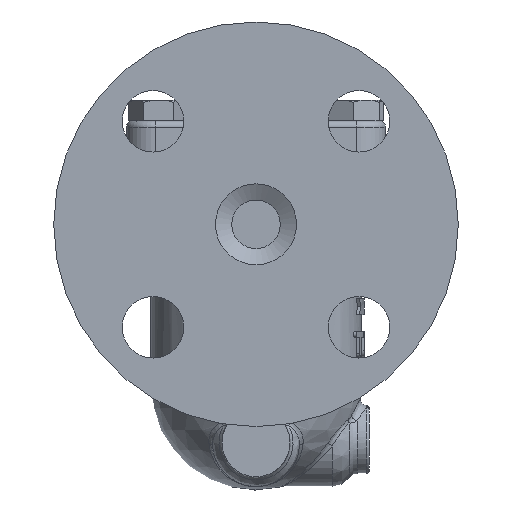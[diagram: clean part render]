
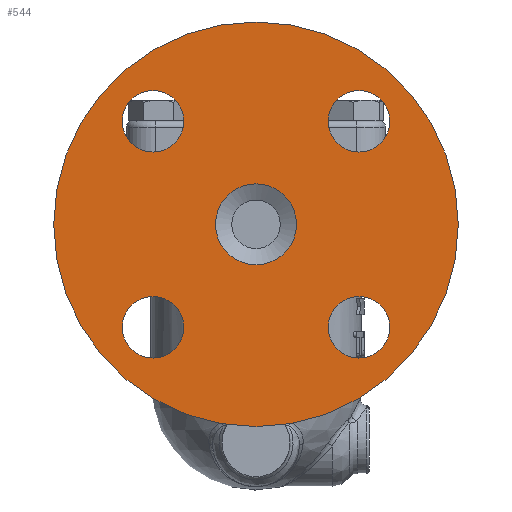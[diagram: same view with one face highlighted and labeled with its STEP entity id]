
A CAD part, left-side view. The second image highlights one B-rep face of the part: STEP entity #544.
In plain terms, the highlighted free-form (B-spline) face has degree [1, 1] with [2, 2] control points.
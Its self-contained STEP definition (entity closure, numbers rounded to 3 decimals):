
#295=CARTESIAN_POINT('',(-115.5,0.0,112.0));
#296=VERTEX_POINT('',#295);
#297=CARTESIAN_POINT('',(-115.5,0.0,49.5));
#298=DIRECTION('',(-1.0,0.0,0.0));
#299=DIRECTION('',(0.0,0.0,1.0));
#300=AXIS2_PLACEMENT_3D('',#297,#298,#299);
#301=CIRCLE('',#300,62.5);
#302=EDGE_CURVE('',#296,#296,#301,.T.);
#318=CARTESIAN_POINT('',(-115.5,-22.32,17.68));
#319=VERTEX_POINT('',#318);
#320=CARTESIAN_POINT('',(-115.5,-31.82,17.68));
#321=DIRECTION('',(1.0,0.0,0.0));
#322=DIRECTION('',(0.0,1.0,0.0));
#323=AXIS2_PLACEMENT_3D('',#320,#321,#322);
#324=CIRCLE('',#323,9.5);
#325=EDGE_CURVE('',#319,#319,#324,.T.);
#338=CARTESIAN_POINT('',(-115.5,31.82,27.18));
#339=VERTEX_POINT('',#338);
#340=CARTESIAN_POINT('',(-115.5,31.82,17.68));
#341=DIRECTION('',(1.0,0.0,0.0));
#342=DIRECTION('',(0.0,0.0,1.0));
#343=AXIS2_PLACEMENT_3D('',#340,#341,#342);
#344=CIRCLE('',#343,9.5);
#345=EDGE_CURVE('',#339,#339,#344,.T.);
#358=CARTESIAN_POINT('',(-115.5,22.32,81.32));
#359=VERTEX_POINT('',#358);
#360=CARTESIAN_POINT('',(-115.5,31.82,81.32));
#361=DIRECTION('',(1.0,0.0,0.0));
#362=DIRECTION('',(0.0,-1.0,0.0));
#363=AXIS2_PLACEMENT_3D('',#360,#361,#362);
#364=CIRCLE('',#363,9.5);
#365=EDGE_CURVE('',#359,#359,#364,.T.);
#378=CARTESIAN_POINT('',(-115.5,-31.82,71.82));
#379=VERTEX_POINT('',#378);
#380=CARTESIAN_POINT('',(-115.5,-31.82,81.32));
#381=DIRECTION('',(1.0,0.0,0.0));
#382=DIRECTION('',(0.0,0.0,-1.0));
#383=AXIS2_PLACEMENT_3D('',#380,#381,#382);
#384=CIRCLE('',#383,9.5);
#385=EDGE_CURVE('',#379,#379,#384,.T.);
#506=CARTESIAN_POINT('',(-115.5,0.0,62.));
#507=VERTEX_POINT('',#506);
#508=CARTESIAN_POINT('',(-115.5,0.0,49.5));
#509=DIRECTION('',(-1.0,0.0,0.0));
#510=DIRECTION('',(0.0,0.0,1.0));
#511=AXIS2_PLACEMENT_3D('',#508,#509,#510);
#512=CIRCLE('',#511,12.5);
#513=EDGE_CURVE('',#507,#507,#512,.T.);
#521=CARTESIAN_POINT('',(-115.5,62.5,112.0));
#522=CARTESIAN_POINT('',(-115.5,62.5,-13.0));
#523=CARTESIAN_POINT('',(-115.5,-62.5,112.0));
#524=CARTESIAN_POINT('',(-115.5,-62.5,-13.0));
#525=B_SPLINE_SURFACE_WITH_KNOTS('',1,1,((#521,#523),(#522,#524)),.UNSPECIFIED.,.F.,.F.,.U.,(2,2),(2,2),(0.0,125.0),(0.0,125.0),.UNSPECIFIED.);
#526=ORIENTED_EDGE('',*,*,#302,.T.);
#527=EDGE_LOOP('',(#526));
#528=FACE_OUTER_BOUND('',#527,.T.);
#529=ORIENTED_EDGE('',*,*,#325,.T.);
#530=EDGE_LOOP('',(#529));
#531=FACE_BOUND('',#530,.T.);
#532=ORIENTED_EDGE('',*,*,#345,.T.);
#533=EDGE_LOOP('',(#532));
#534=FACE_BOUND('',#533,.T.);
#535=ORIENTED_EDGE('',*,*,#365,.T.);
#536=EDGE_LOOP('',(#535));
#537=FACE_BOUND('',#536,.T.);
#538=ORIENTED_EDGE('',*,*,#385,.T.);
#539=EDGE_LOOP('',(#538));
#540=FACE_BOUND('',#539,.T.);
#541=ORIENTED_EDGE('',*,*,#513,.F.);
#542=EDGE_LOOP('',(#541));
#543=FACE_BOUND('',#542,.T.);
#544=ADVANCED_FACE('',(#528,#531,#534,#537,#540,#543),#525,.T.);
